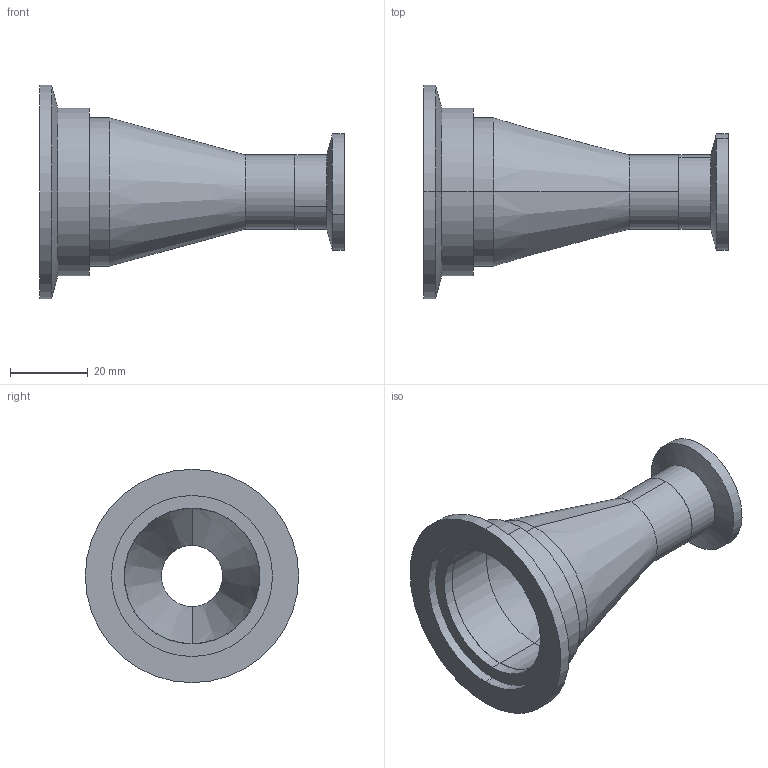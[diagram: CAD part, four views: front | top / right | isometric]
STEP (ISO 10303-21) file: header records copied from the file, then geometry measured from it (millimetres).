
FILE_DESCRIPTION (( 'STEP AP214' ), '1' );
FILE_NAME ('732007.STEP', '2024-01-05T16:01:39', ( '' ), ( '' ), 'SwSTEP 2.0', 'SolidWorks 2022', '' );
FILE_SCHEMA (( 'AUTOMOTIVE_DESIGN' ));
Length unit declared in the file: inch
Products named in the file (4): 732007; 713003; 715101
Assembly tree (3 placements, depth 2):
  732007
    732007
    713003
    715101
Bounding box: 78.33 x 54.86 x 54.86 mm (x, y, z)
Volume: 18599.8 mm3; surface area: 19132.9 mm2
Topology: 3 solids, 3 shells, 43 faces, 86 edges, 52 vertices
Faces by surface type: cylinder 26, plane 9, cone 8
Entity records: 1310 total; most frequent: DIRECTION 236, CARTESIAN_POINT 187, ORIENTED_EDGE 172, AXIS2_PLACEMENT_3D 101, EDGE_CURVE 86, VERTEX_POINT 52, CIRCLE 52, EDGE_LOOP 52
